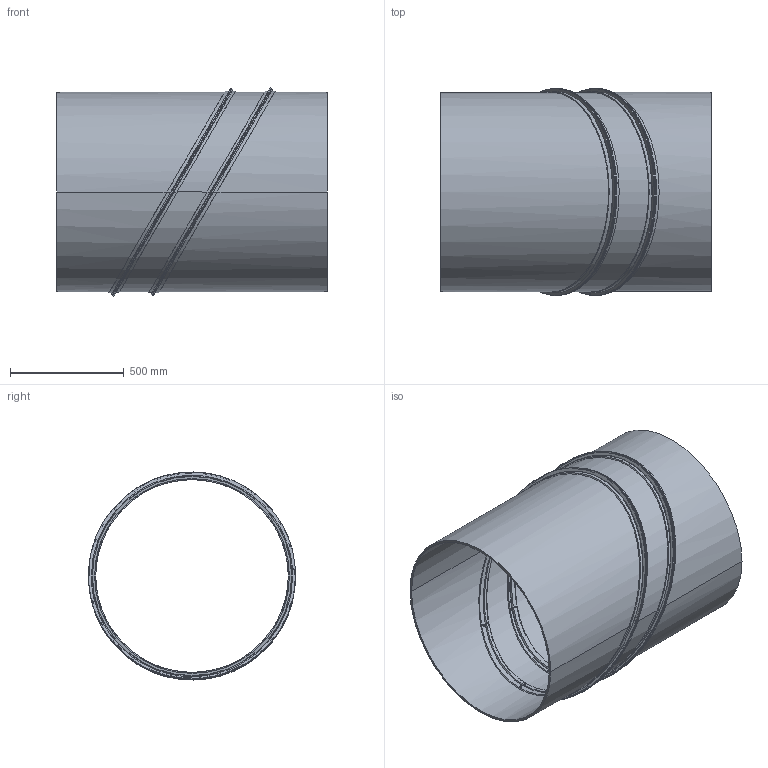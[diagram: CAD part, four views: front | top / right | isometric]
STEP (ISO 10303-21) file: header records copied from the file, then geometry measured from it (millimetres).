
FILE_DESCRIPTION((''),'2;1');
FILE_NAME('SE1203-001-R1_ASM','2004-08-20T',('tbrown'),(''),'PRO/ENGINEER BY PARAMETRIC TECHNOLOGY CORPORATION, 2003490','PRO/ENGINEER BY PARAMETRIC TECHNOLOGY CORPORATION, 2003490','');
FILE_SCHEMA(('CONFIG_CONTROL_DESIGN'));
Length unit declared in the file: inch
Products named in the file (15): SE1203-011-R1_AF0; SE1203-015-R1_AF0; SE1203-015-R1_AF1; SE1203-004-R1_AF0_ASM; SE1203-002-R1_ASM; SE1203-017-R1; SE1203-006-R1_ASM; SE1203-012-R1_AF0; SE1203-015-R1_AF2; SE1203-005-R1_AF0_ASM; SE1203-003-R1_ASM; SE1203-016-R1; SE1203-007-R1_ASM; SE1203-001-4-R1; SE1203-001-R1_ASM
Assembly tree (17 placements, depth 5):
  SE1203-001-R1_ASM
    SE1203-006-R1_ASM
      SE1203-002-R1_ASM
        SE1203-004-R1_AF0_ASM
          SE1203-011-R1_AF0
          SE1203-015-R1_AF0
          SE1203-015-R1_AF1
      SE1203-017-R1  x2
    SE1203-007-R1_ASM  x2
      SE1203-003-R1_ASM
        SE1203-005-R1_AF0_ASM
          SE1203-012-R1_AF0
          SE1203-015-R1_AF2
      SE1203-016-R1
    SE1203-001-4-R1  x2
Bounding box: 1189.83 x 911.81 x 915.44 mm (x, y, z)
Volume: 33466794.5 mm3; surface area: 7776710.2 mm2
Topology: 13 solids, 13 shells, 282 faces, 680 edges, 392 vertices
Faces by surface type: cylinder 120, cone 72, plane 42, extrusion 40, bspline 8
Entity records: 15606 total; most frequent: CARTESIAN_POINT 10745, ORIENTED_EDGE 932, DIRECTION 844, EDGE_CURVE 466, AXIS2_PLACEMENT_3D 318, VERTEX_POINT 300, EDGE_LOOP 270, FACE_OUTER_BOUND 214
